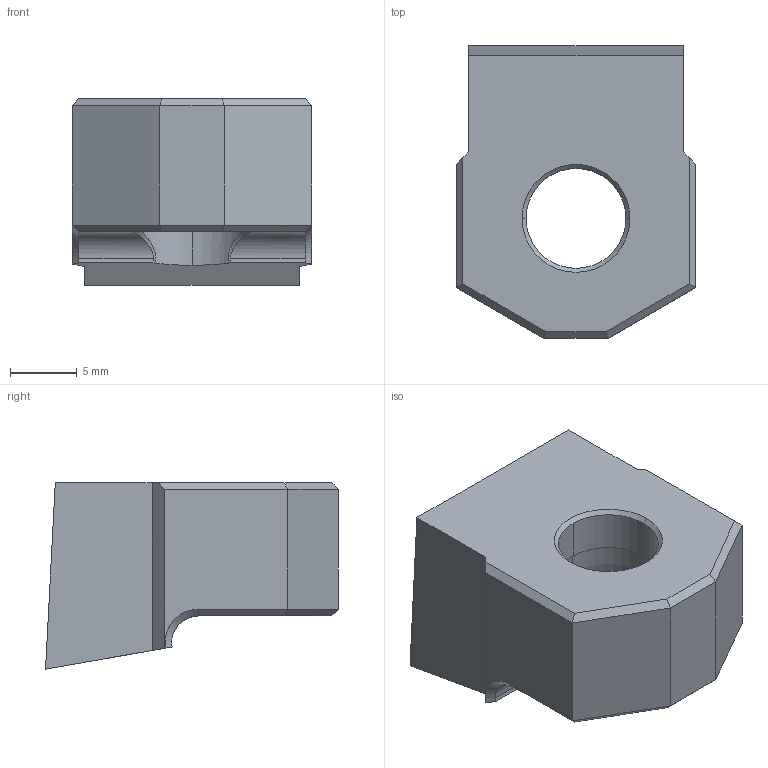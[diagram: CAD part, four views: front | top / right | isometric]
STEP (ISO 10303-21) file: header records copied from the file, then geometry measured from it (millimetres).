
FILE_DESCRIPTION (( 'STEP AP203' ), '1' );
FILE_NAME ('HIN-16-D10.STEP', '2023-07-27T08:17:36', ( 'TECNICO' ), ( '' ), 'SwSTEP 2.0', 'SolidWorks 2020', '' );
FILE_SCHEMA (( 'CONFIG_CONTROL_DESIGN' ));
Length unit declared in the file: millimetre
Products named in the file (1): HIN-16-D10
Bounding box: 18 x 22 x 14 mm (x, y, z)
Volume: 3434.7 mm3; surface area: 1702.5 mm2
Topology: 1 solids, 1 shells, 42 faces, 107 edges, 66 vertices
Faces by surface type: plane 23, cylinder 8, cone 7, torus 2, bspline 2
Entity records: 1834 total; most frequent: CARTESIAN_POINT 757, ORIENTED_EDGE 214, DIRECTION 200, EDGE_CURVE 107, LINE 68, VECTOR 68, VERTEX_POINT 66, AXIS2_PLACEMENT_3D 66
